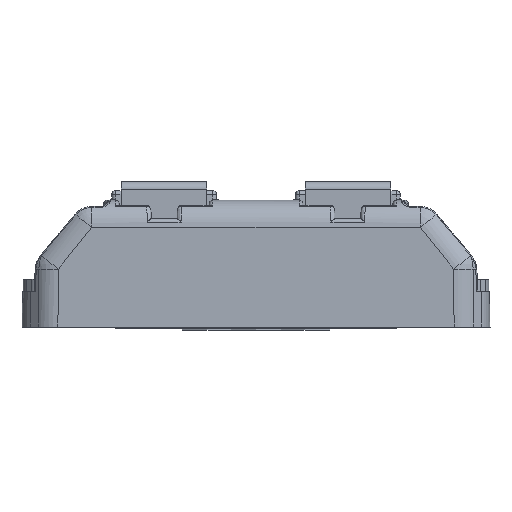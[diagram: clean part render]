
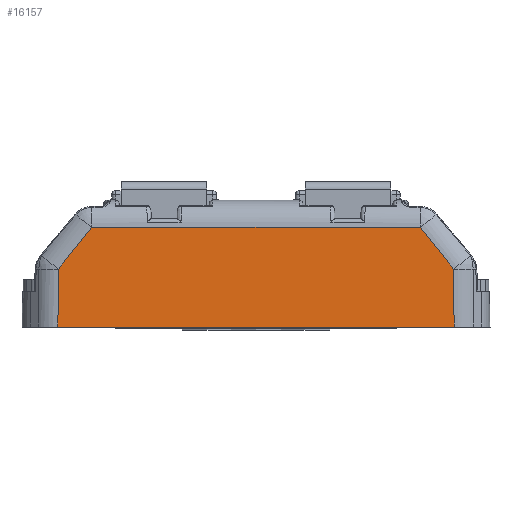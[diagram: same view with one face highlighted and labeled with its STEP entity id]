
A CAD part, left-side view. The second image highlights one B-rep face of the part: STEP entity #16157.
In plain terms, the highlighted face is planar.
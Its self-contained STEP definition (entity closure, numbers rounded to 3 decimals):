
#1599=LINE('',#23562,#2921);
#2032=LINE('',#25441,#3354);
#2033=LINE('',#25443,#3355);
#2034=LINE('',#25445,#3356);
#2035=LINE('',#25447,#3357);
#2036=LINE('',#25449,#3358);
#2921=VECTOR('',#19178,1000.);
#3354=VECTOR('',#20257,1000.);
#3355=VECTOR('',#20258,1000.);
#3356=VECTOR('',#20259,1000.);
#3357=VECTOR('',#20260,1000.);
#3358=VECTOR('',#20261,1000.);
#5577=ORIENTED_EDGE('',*,*,#9950,.T.);
#5578=ORIENTED_EDGE('',*,*,#9951,.T.);
#5579=ORIENTED_EDGE('',*,*,#9952,.T.);
#5580=ORIENTED_EDGE('',*,*,#9953,.T.);
#5581=ORIENTED_EDGE('',*,*,#9954,.T.);
#5582=ORIENTED_EDGE('',*,*,#9216,.T.);
#9216=EDGE_CURVE('',#11513,#11512,#1599,.F.);
#9950=EDGE_CURVE('',#11512,#12156,#2032,.T.);
#9951=EDGE_CURVE('',#12156,#12157,#2033,.F.);
#9952=EDGE_CURVE('',#12157,#12158,#2034,.F.);
#9953=EDGE_CURVE('',#12158,#12159,#2035,.F.);
#9954=EDGE_CURVE('',#12159,#11513,#2036,.F.);
#11512=VERTEX_POINT('',#23561);
#11513=VERTEX_POINT('',#23563);
#12156=VERTEX_POINT('',#25442);
#12157=VERTEX_POINT('',#25444);
#12158=VERTEX_POINT('',#25446);
#12159=VERTEX_POINT('',#25448);
#13414=EDGE_LOOP('',(#5577,#5578,#5579,#5580,#5581,#5582));
#14437=FACE_BOUND('',#13414,.T.);
#15344=PLANE('',#17520);
#16157=ADVANCED_FACE('',(#14437),#15344,.T.);
#17520=AXIS2_PLACEMENT_3D('',#25440,#20255,#20256);
#19178=DIRECTION('',(1.,0.,0.));
#20255=DIRECTION('',(0.,1.,0.017));
#20256=DIRECTION('',(0.,-0.017,1.));
#20257=DIRECTION('',(0.007,-0.017,1.));
#20258=DIRECTION('',(-0.624,0.014,-0.781));
#20259=DIRECTION('',(-1.,0.,0.));
#20260=DIRECTION('',(-0.624,-0.014,0.781));
#20261=DIRECTION('',(-0.007,-0.017,1.));
#23561=CARTESIAN_POINT('',(-16.168,12.5,0.15));
#23562=CARTESIAN_POINT('',(29.6,12.5,0.15));
#23563=CARTESIAN_POINT('',(16.168,12.5,0.15));
#25440=CARTESIAN_POINT('',(0.,12.5,0.15));
#25441=CARTESIAN_POINT('',(-16.167,12.498,0.267));
#25442=CARTESIAN_POINT('',(-16.134,12.417,4.883));
#25443=CARTESIAN_POINT('',(-13.087,12.351,8.696));
#25444=CARTESIAN_POINT('',(-13.412,12.358,8.289));
#25445=CARTESIAN_POINT('',(0.,12.358,8.289));
#25446=CARTESIAN_POINT('',(13.412,12.358,8.289));
#25447=CARTESIAN_POINT('',(15.271,12.399,5.962));
#25448=CARTESIAN_POINT('',(16.134,12.417,4.883));
#25449=CARTESIAN_POINT('',(16.167,12.498,0.267));
